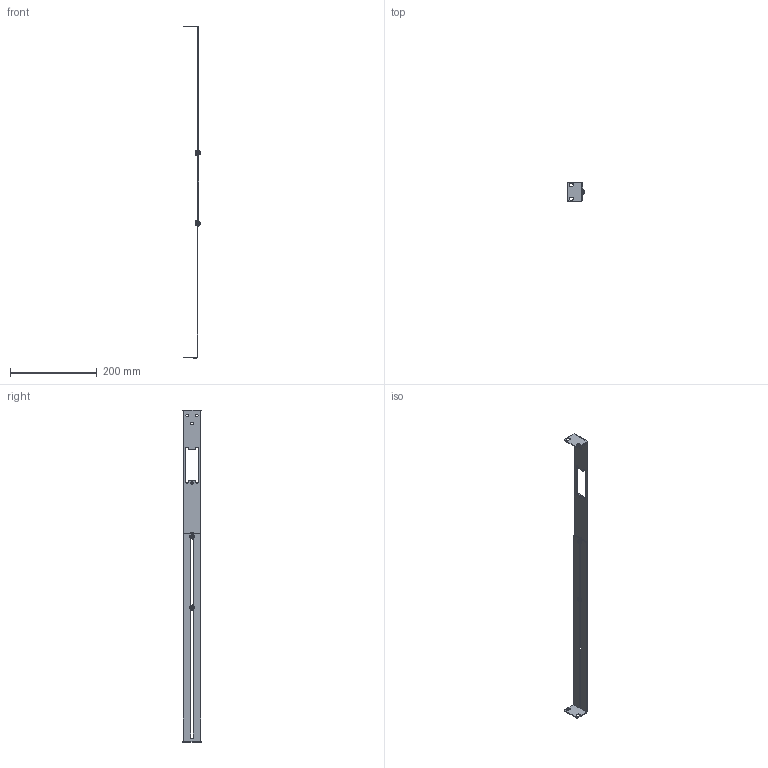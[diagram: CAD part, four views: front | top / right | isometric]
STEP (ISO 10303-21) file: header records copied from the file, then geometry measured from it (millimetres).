
FILE_DESCRIPTION (( 'STEP AP214' ), '1' );
FILE_NAME ('MP3480-MP3481.STEP', '2017-12-13T21:48:56', ( 'test' ), ( '' ), 'SwSTEP 2.0', 'SolidWorks 2011', '' );
FILE_SCHEMA (( 'AUTOMOTIVE_DESIGN' ));
Length unit declared in the file: inch
Products named in the file (5): HW5114_HW5114; HW5125_HW5125; MP3481; MP3480; MP3480-MP3481
Assembly tree (6 placements, depth 2):
  MP3480-MP3481
    HW5125_HW5125  x2
    MP3480
    HW5114_HW5114  x2
    MP3481
Bounding box: 39.58 x 43.15 x 765.96 mm (x, y, z)
Volume: 71949.8 mm3; surface area: 81078 mm2
Topology: 8 solids, 8 shells, 640 faces, 1708 edges, 1092 vertices
Faces by surface type: cylinder 220, plane 180, bspline 154, cone 74, torus 8, sphere 4
Entity records: 14978 total; most frequent: CARTESIAN_POINT 6250, ORIENTED_EDGE 1986, DIRECTION 1500, EDGE_CURVE 993, VERTEX_POINT 636, AXIS2_PLACEMENT_3D 533, LINE 434, VECTOR 434
